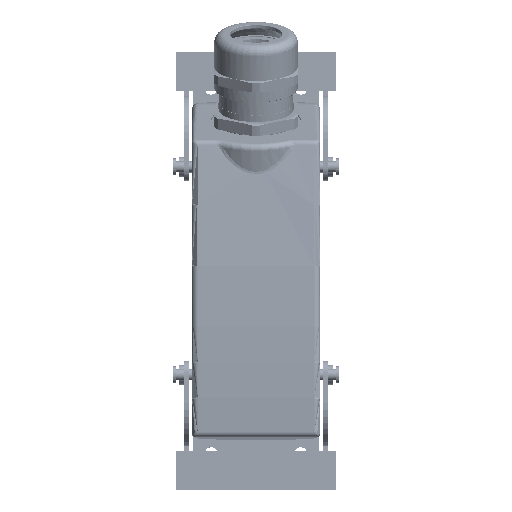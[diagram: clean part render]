
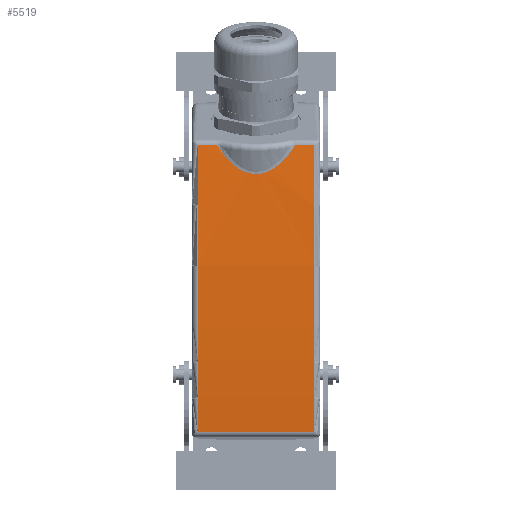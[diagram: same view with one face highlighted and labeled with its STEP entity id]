
A CAD part, top view. The second image highlights one B-rep face of the part: STEP entity #5519.
In plain terms, the highlighted cylindrical face has radius 600 mm (diameter 1200 mm), a partial arc.
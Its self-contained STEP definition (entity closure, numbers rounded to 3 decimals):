
#5354=AXIS2_PLACEMENT_3D('Circle Axis2P3D',#5352,#5353,$) ;
#5449=AXIS2_PLACEMENT_3D('Cylinder Axis2P3D',#5446,#5447,#5448) ;
#5487=AXIS2_PLACEMENT_3D('Circle Axis2P3D',#5485,#5486,$) ;
#5494=AXIS2_PLACEMENT_3D('Circle Axis2P3D',#5492,#5493,$) ;
#5499=AXIS2_PLACEMENT_3D('Circle Axis2P3D',#5497,#5498,$) ;
#4263=CARTESIAN_POINT('Vertex',(50.25,20.572,90.992)) ;
#4266=CARTESIAN_POINT('Line Origine',(29.5,20.572,90.992)) ;
#4270=CARTESIAN_POINT('Vertex',(8.75,20.572,90.992)) ;
#5349=CARTESIAN_POINT('Vertex',(50.25,57.943,93.035)) ;
#5352=CARTESIAN_POINT('Axis2P3D Location',(50.25,72.,-506.8)) ;
#5446=CARTESIAN_POINT('Axis2P3D Location',(29.5,72.,-506.8)) ;
#5452=CARTESIAN_POINT('Control Point',(15.428,122.788,91.047)) ;
#5453=CARTESIAN_POINT('Control Point',(16.019,121.836,91.127)) ;
#5454=CARTESIAN_POINT('Control Point',(16.642,120.903,91.205)) ;
#5455=CARTESIAN_POINT('Control Point',(17.299,119.992,91.279)) ;
#5456=CARTESIAN_POINT('Control Point',(18.791,118.098,91.428)) ;
#5457=CARTESIAN_POINT('Control Point',(20.48,116.371,91.558)) ;
#5458=CARTESIAN_POINT('Control Point',(21.447,115.508,91.621)) ;
#5459=CARTESIAN_POINT('Control Point',(23.416,114.032,91.727)) ;
#5460=CARTESIAN_POINT('Control Point',(25.642,112.985,91.799)) ;
#5461=CARTESIAN_POINT('Control Point',(26.755,112.61,91.824)) ;
#5462=CARTESIAN_POINT('Control Point',(29.034,112.186,91.853)) ;
#5463=CARTESIAN_POINT('Control Point',(31.34,112.408,91.838)) ;
#5464=CARTESIAN_POINT('Control Point',(32.453,112.679,91.82)) ;
#5465=CARTESIAN_POINT('Control Point',(34.453,113.437,91.768)) ;
#5466=CARTESIAN_POINT('Control Point',(36.265,114.565,91.689)) ;
#5467=CARTESIAN_POINT('Control Point',(37.067,115.155,91.646)) ;
#5468=CARTESIAN_POINT('Control Point',(39.07,116.838,91.524)) ;
#5469=CARTESIAN_POINT('Control Point',(40.808,118.798,91.374)) ;
#5470=CARTESIAN_POINT('Control Point',(41.801,120.082,91.273)) ;
#5471=CARTESIAN_POINT('Control Point',(42.719,121.415,91.163)) ;
#5472=CARTESIAN_POINT('Control Point',(43.572,122.788,91.047)) ;
#5473=CARTESIAN_POINT('Vertex',(43.572,122.788,91.047)) ;
#5475=CARTESIAN_POINT('Vertex',(15.428,122.788,91.047)) ;
#5478=CARTESIAN_POINT('Line Origine',(29.5,122.788,91.047)) ;
#5482=CARTESIAN_POINT('Vertex',(8.75,122.788,91.047)) ;
#5485=CARTESIAN_POINT('Axis2P3D Location',(8.75,72.,-506.8)) ;
#5489=CARTESIAN_POINT('Vertex',(8.75,57.943,93.035)) ;
#5492=CARTESIAN_POINT('Axis2P3D Location',(8.75,72.,-506.8)) ;
#5497=CARTESIAN_POINT('Axis2P3D Location',(50.25,72.,-506.8)) ;
#5501=CARTESIAN_POINT('Vertex',(50.25,122.788,91.047)) ;
#5504=CARTESIAN_POINT('Line Origine',(29.5,122.788,91.047)) ;
#4267=DIRECTION('Vector Direction',(-1.,0.,0.)) ;
#5353=DIRECTION('Axis2P3D Direction',(-1.,0.,0.)) ;
#5447=DIRECTION('Axis2P3D Direction',(-1.,0.,0.)) ;
#5448=DIRECTION('Axis2P3D XDirection',(0.,-0.317,0.949)) ;
#5479=DIRECTION('Vector Direction',(-1.,0.,0.)) ;
#5486=DIRECTION('Axis2P3D Direction',(-1.,0.,0.)) ;
#5493=DIRECTION('Axis2P3D Direction',(-1.,0.,0.)) ;
#5498=DIRECTION('Axis2P3D Direction',(-1.,0.,0.)) ;
#5505=DIRECTION('Vector Direction',(-1.,0.,0.)) ;
#4268=VECTOR('Line Direction',#4267,1.) ;
#5480=VECTOR('Line Direction',#5479,1.) ;
#5506=VECTOR('Line Direction',#5505,1.) ;
#5510=ORIENTED_EDGE('',*,*,#5477,.T.) ;
#5511=ORIENTED_EDGE('',*,*,#5484,.T.) ;
#5512=ORIENTED_EDGE('',*,*,#5491,.T.) ;
#5513=ORIENTED_EDGE('',*,*,#5496,.T.) ;
#5514=ORIENTED_EDGE('',*,*,#4272,.T.) ;
#5515=ORIENTED_EDGE('',*,*,#5356,.T.) ;
#5516=ORIENTED_EDGE('',*,*,#5503,.T.) ;
#5517=ORIENTED_EDGE('',*,*,#5508,.T.) ;
#5519=ADVANCED_FACE('Hauptk\X2\00F6\X0\rper.1',(#5518),#5450,.T.) ;
#5451=B_SPLINE_CURVE_WITH_KNOTS('',5,(#5452,#5453,#5454,#5455,#5456,#5457,#5458,#5459,#5460,#5461,#5462,#5463,#5464,#5465,#5466,#5467,#5468,#5469,#5470,#5471,#5472),.UNSPECIFIED.,.F.,.U.,(6,3,3,3,3,3,6),(0.,7.97,17.103,25.306,33.329,40.357,51.848),.UNSPECIFIED.) ;
#5355=CIRCLE('generated circle',#5354,600.) ;
#5488=CIRCLE('generated circle',#5487,600.) ;
#5495=CIRCLE('generated circle',#5494,600.) ;
#5500=CIRCLE('generated circle',#5499,600.) ;
#5450=CYLINDRICAL_SURFACE('generated cylinder',#5449,600.) ;
#4272=EDGE_CURVE('',#4271,#4264,#4269,.F.) ;
#5356=EDGE_CURVE('',#4264,#5350,#5355,.T.) ;
#5477=EDGE_CURVE('',#5474,#5476,#5451,.F.) ;
#5484=EDGE_CURVE('',#5476,#5483,#5481,.T.) ;
#5491=EDGE_CURVE('',#5483,#5490,#5488,.F.) ;
#5496=EDGE_CURVE('',#5490,#4271,#5495,.F.) ;
#5503=EDGE_CURVE('',#5350,#5502,#5500,.T.) ;
#5508=EDGE_CURVE('',#5502,#5474,#5507,.T.) ;
#5509=EDGE_LOOP('',(#5510,#5511,#5512,#5513,#5514,#5515,#5516,#5517)) ;
#5518=FACE_OUTER_BOUND('',#5509,.T.) ;
#4269=LINE('Line',#4266,#4268) ;
#5481=LINE('Line',#5478,#5480) ;
#5507=LINE('Line',#5504,#5506) ;
#4264=VERTEX_POINT('',#4263) ;
#4271=VERTEX_POINT('',#4270) ;
#5350=VERTEX_POINT('',#5349) ;
#5474=VERTEX_POINT('',#5473) ;
#5476=VERTEX_POINT('',#5475) ;
#5483=VERTEX_POINT('',#5482) ;
#5490=VERTEX_POINT('',#5489) ;
#5502=VERTEX_POINT('',#5501) ;
